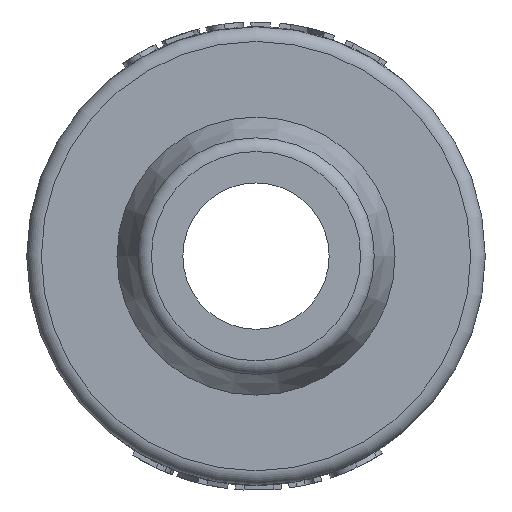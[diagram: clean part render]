
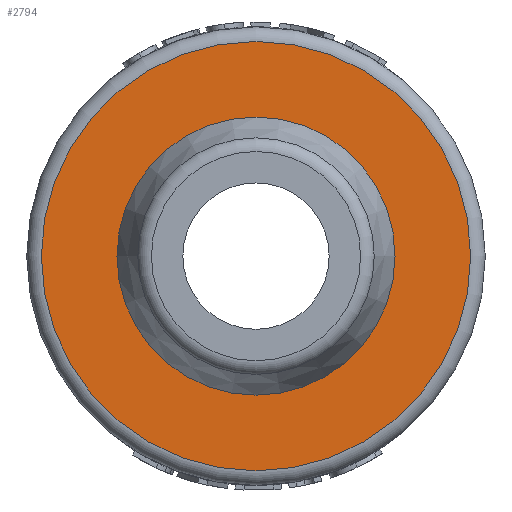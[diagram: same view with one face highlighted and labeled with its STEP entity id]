
A CAD part, left-side view. The second image highlights one B-rep face of the part: STEP entity #2794.
In plain terms, the highlighted planar face has unit normal (-1, 0, 0).
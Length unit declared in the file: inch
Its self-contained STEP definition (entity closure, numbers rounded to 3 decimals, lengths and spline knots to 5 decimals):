
#610=PLANE($,#3017);
#711=FACE_BOUND($,#948,.T.);
#712=FACE_BOUND($,#949,.T.);
#948=EDGE_LOOP($,(#2052));
#949=EDGE_LOOP($,(#2053));
#1160=CIRCLE($,#2984,0.44);
#1192=CIRCLE($,#3018,0.265);
#1233=VERTEX_POINT($,#3696);
#1334=VERTEX_POINT($,#5029);
#1525=EDGE_CURVE($,#1233,#1233,#1160,.T.);
#1626=EDGE_CURVE($,#1334,#1334,#1192,.T.);
#2052=ORIENTED_EDGE($,*,*,#1626,.F.);
#2053=ORIENTED_EDGE($,*,*,#1525,.F.);
#2794=ADVANCED_FACE($,(#711,#712),#610,.T.);
#2984=AXIS2_PLACEMENT_3D($,#3697,#3183,#3184);
#3017=AXIS2_PLACEMENT_3D($,#5028,#3271,#3272);
#3018=AXIS2_PLACEMENT_3D($,#5030,#3273,#3274);
#3183=DIRECTION('center_axis',(1.,0.,0.));
#3184=DIRECTION('ref_axis',(0.,-1.,0.));
#3271=DIRECTION('center_axis',(-1.,0.,0.));
#3272=DIRECTION('ref_axis',(0.,0.,1.));
#3273=DIRECTION('center_axis',(-1.,0.,0.));
#3274=DIRECTION('ref_axis',(0.,-1.,0.));
#3696=CARTESIAN_POINT('',(0.,0.44,0.));
#3697=CARTESIAN_POINT('Origin',(0.,0.,0.));
#5028=CARTESIAN_POINT('Origin',(0.,0.47,0.));
#5029=CARTESIAN_POINT('',(0.,0.265,0.));
#5030=CARTESIAN_POINT('Origin',(0.,0.,0.));
